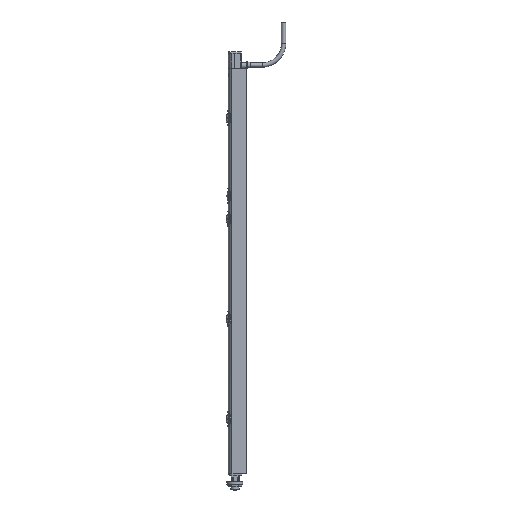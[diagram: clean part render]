
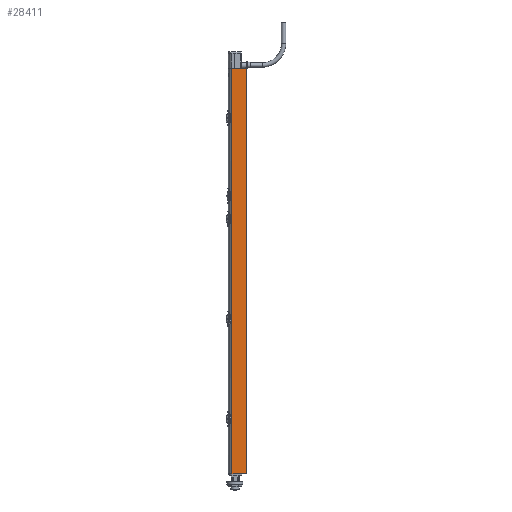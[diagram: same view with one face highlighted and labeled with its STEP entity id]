
A CAD part, left-side view. The second image highlights one B-rep face of the part: STEP entity #28411.
In plain terms, the highlighted planar face has unit normal (-1, 0, 0).
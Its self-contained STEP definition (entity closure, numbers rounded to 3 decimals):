
#32=DIRECTION('',(0.,0.,-1.));
#33=VECTOR('',#32,376.45);
#34=CARTESIAN_POINT('',(-6.,4.973,186.));
#35=LINE('',#34,#33);
#36=DIRECTION('',(0.,-1.,0.));
#37=VECTOR('',#36,13.223);
#38=CARTESIAN_POINT('',(-6.,4.973,-190.45));
#39=LINE('',#38,#37);
#140=DIRECTION('',(0.,0.,1.));
#141=VECTOR('',#140,376.45);
#142=CARTESIAN_POINT('',(-6.,-8.25,-190.45));
#143=LINE('',#142,#141);
#148=DIRECTION('',(0.,-1.,0.));
#149=VECTOR('',#148,13.223);
#150=CARTESIAN_POINT('',(-6.,4.973,186.));
#151=LINE('',#150,#149);
#25730=CARTESIAN_POINT('',(-6.,-8.25,-190.45));
#25731=CARTESIAN_POINT('',(-6.,-8.25,186.));
#25732=VERTEX_POINT('',#25730);
#25733=VERTEX_POINT('',#25731);
#25770=CARTESIAN_POINT('',(-6.,4.973,-190.45));
#25771=VERTEX_POINT('',#25770);
#25774=CARTESIAN_POINT('',(-6.,4.973,186.));
#25775=VERTEX_POINT('',#25774);
#28396=CARTESIAN_POINT('',(-6.,5.317,-190.45));
#28397=DIRECTION('',(-1.,0.,0.));
#28398=DIRECTION('',(0.,-1.,0.));
#28399=AXIS2_PLACEMENT_3D('',#28396,#28397,#28398);
#28400=PLANE('',#28399);
#28402=ORIENTED_EDGE('',*,*,#28401,.F.);
#28404=ORIENTED_EDGE('',*,*,#28403,.F.);
#28406=ORIENTED_EDGE('',*,*,#28405,.T.);
#28408=ORIENTED_EDGE('',*,*,#28407,.F.);
#28409=EDGE_LOOP('',(#28402,#28404,#28406,#28408));
#28410=FACE_OUTER_BOUND('',#28409,.F.);
#28411=ADVANCED_FACE('',(#28410),#28400,.T.);
#28401=EDGE_CURVE('',#25771,#25732,#39,.T.);
#28403=EDGE_CURVE('',#25775,#25771,#35,.T.);
#28405=EDGE_CURVE('',#25775,#25733,#151,.T.);
#28407=EDGE_CURVE('',#25732,#25733,#143,.T.);
